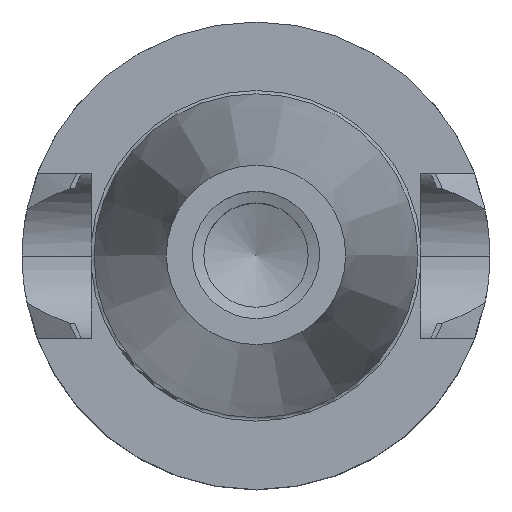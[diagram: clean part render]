
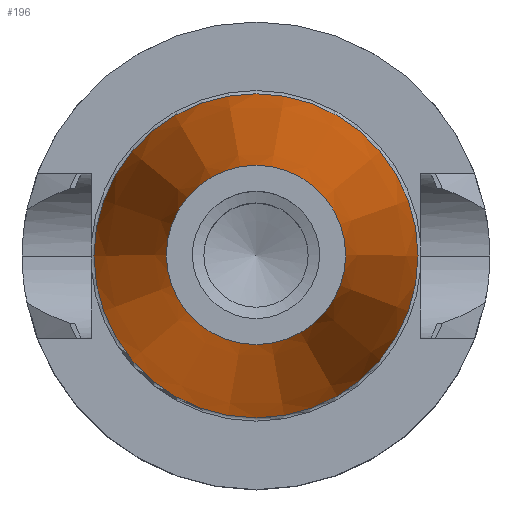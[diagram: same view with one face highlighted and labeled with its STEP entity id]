
A CAD part, top view. The second image highlights one B-rep face of the part: STEP entity #196.
In plain terms, the highlighted conical face has half-angle 8.298 degrees and reference radius 8.816 mm.
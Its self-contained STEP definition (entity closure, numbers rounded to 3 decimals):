
#196=ADVANCED_FACE('',(#254,#255),#227,.T.);
#227=CONICAL_SURFACE('',#755,8.816,8.298);
#254=FACE_BOUND('',#287,.T.);
#255=FACE_BOUND('',#288,.T.);
#287=EDGE_LOOP('',(#369));
#288=EDGE_LOOP('',(#370));
#369=ORIENTED_EDGE('',*,*,#609,.T.);
#370=ORIENTED_EDGE('',*,*,#607,.F.);
#537=VERTEX_POINT('',#1102);
#539=VERTEX_POINT('',#1109);
#607=EDGE_CURVE('',#537,#537,#681,.T.);
#609=EDGE_CURVE('',#539,#539,#683,.T.);
#681=CIRCLE('',#748,15.933);
#683=CIRCLE('',#753,8.816);
#748=AXIS2_PLACEMENT_3D('',#1101,#874,#875);
#753=AXIS2_PLACEMENT_3D('',#1108,#884,#885);
#755=AXIS2_PLACEMENT_3D('',#1111,#888,#889);
#874=DIRECTION('',(0.,0.,-1.));
#875=DIRECTION('',(-1.,0.,0.));
#884=DIRECTION('',(0.,0.,-1.));
#885=DIRECTION('',(-1.,0.,0.));
#888=DIRECTION('',(0.,0.,-1.));
#889=DIRECTION('',(-1.,0.,0.));
#1101=CARTESIAN_POINT('',(0.,0.,-0.4));
#1102=CARTESIAN_POINT('',(-15.933,0.,-0.4));
#1108=CARTESIAN_POINT('',(0.,0.,48.4));
#1109=CARTESIAN_POINT('',(-8.816,0.,48.4));
#1111=CARTESIAN_POINT('',(0.,0.,48.4));
